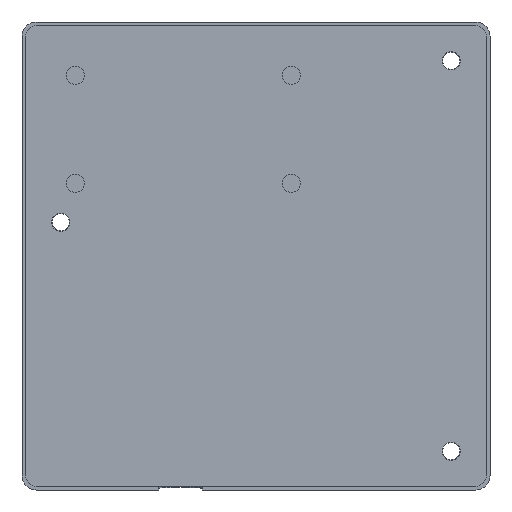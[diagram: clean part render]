
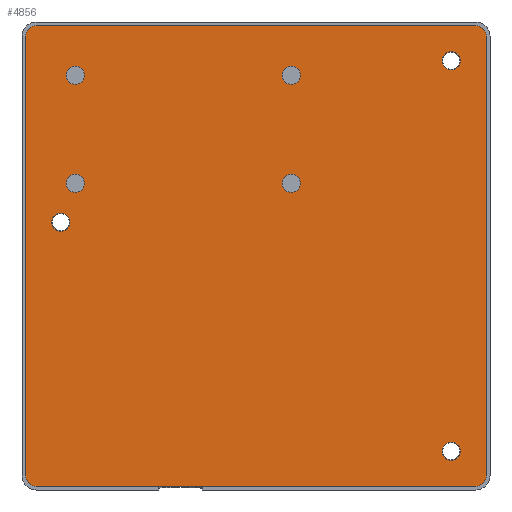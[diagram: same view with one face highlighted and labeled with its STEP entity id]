
A CAD part, front view. The second image highlights one B-rep face of the part: STEP entity #4856.
In plain terms, the highlighted planar face has unit normal (0, -1, 0).
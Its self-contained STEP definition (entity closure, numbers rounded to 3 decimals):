
#196=FACE_BOUND('',#689,.T.);
#197=FACE_BOUND('',#690,.T.);
#198=FACE_BOUND('',#691,.T.);
#199=FACE_BOUND('',#692,.T.);
#200=FACE_BOUND('',#693,.T.);
#201=FACE_BOUND('',#694,.T.);
#202=FACE_BOUND('',#695,.T.);
#241=PLANE('',#5266);
#374=FACE_OUTER_BOUND('',#688,.T.);
#688=EDGE_LOOP('',(#3503,#3504,#3505,#3506,#3507,#3508,#3509,#3510));
#689=EDGE_LOOP('',(#3511));
#690=EDGE_LOOP('',(#3512));
#691=EDGE_LOOP('',(#3513));
#692=EDGE_LOOP('',(#3514));
#693=EDGE_LOOP('',(#3515));
#694=EDGE_LOOP('',(#3516));
#695=EDGE_LOOP('',(#3517));
#974=LINE('',#7430,#1368);
#1051=LINE('',#7703,#1445);
#1053=LINE('',#7709,#1447);
#1054=LINE('',#7713,#1448);
#1368=VECTOR('',#5808,10.);
#1445=VECTOR('',#6103,10.);
#1447=VECTOR('',#6109,10.);
#1448=VECTOR('',#6112,10.);
#1805=CIRCLE('',#5250,1.265);
#1806=CIRCLE('',#5252,1.265);
#1807=CIRCLE('',#5254,1.265);
#1808=CIRCLE('',#5256,1.265);
#1809=CIRCLE('',#5258,1.265);
#1810=CIRCLE('',#5260,1.265);
#1811=CIRCLE('',#5262,1.265);
#1812=CIRCLE('',#5264,1.5);
#1813=CIRCLE('',#5267,1.5);
#1814=CIRCLE('',#5268,1.5);
#1815=CIRCLE('',#5269,1.5);
#2031=VERTEX_POINT('',#7427);
#2032=VERTEX_POINT('',#7429);
#2111=VERTEX_POINT('',#7670);
#2112=VERTEX_POINT('',#7674);
#2113=VERTEX_POINT('',#7678);
#2114=VERTEX_POINT('',#7682);
#2115=VERTEX_POINT('',#7686);
#2116=VERTEX_POINT('',#7690);
#2117=VERTEX_POINT('',#7694);
#2118=VERTEX_POINT('',#7698);
#2119=VERTEX_POINT('',#7702);
#2120=VERTEX_POINT('',#7706);
#2121=VERTEX_POINT('',#7708);
#2122=VERTEX_POINT('',#7710);
#2123=VERTEX_POINT('',#7712);
#2478=EDGE_CURVE('',#2032,#2031,#974,.T.);
#2597=EDGE_CURVE('',#2111,#2111,#1805,.F.);
#2599=EDGE_CURVE('',#2112,#2112,#1806,.F.);
#2601=EDGE_CURVE('',#2113,#2113,#1807,.F.);
#2603=EDGE_CURVE('',#2114,#2114,#1808,.F.);
#2605=EDGE_CURVE('',#2115,#2115,#1809,.F.);
#2607=EDGE_CURVE('',#2116,#2116,#1810,.F.);
#2609=EDGE_CURVE('',#2117,#2117,#1811,.F.);
#2611=EDGE_CURVE('',#2032,#2118,#1812,.T.);
#2613=EDGE_CURVE('',#2119,#2118,#1051,.T.);
#2615=EDGE_CURVE('',#2120,#2031,#1813,.T.);
#2616=EDGE_CURVE('',#2120,#2121,#1053,.T.);
#2617=EDGE_CURVE('',#2122,#2121,#1814,.T.);
#2618=EDGE_CURVE('',#2122,#2123,#1054,.T.);
#2619=EDGE_CURVE('',#2119,#2123,#1815,.T.);
#3503=ORIENTED_EDGE('',*,*,#2611,.F.);
#3504=ORIENTED_EDGE('',*,*,#2478,.T.);
#3505=ORIENTED_EDGE('',*,*,#2615,.F.);
#3506=ORIENTED_EDGE('',*,*,#2616,.T.);
#3507=ORIENTED_EDGE('',*,*,#2617,.F.);
#3508=ORIENTED_EDGE('',*,*,#2618,.T.);
#3509=ORIENTED_EDGE('',*,*,#2619,.F.);
#3510=ORIENTED_EDGE('',*,*,#2613,.T.);
#3511=ORIENTED_EDGE('',*,*,#2597,.T.);
#3512=ORIENTED_EDGE('',*,*,#2599,.T.);
#3513=ORIENTED_EDGE('',*,*,#2601,.T.);
#3514=ORIENTED_EDGE('',*,*,#2603,.T.);
#3515=ORIENTED_EDGE('',*,*,#2605,.T.);
#3516=ORIENTED_EDGE('',*,*,#2607,.T.);
#3517=ORIENTED_EDGE('',*,*,#2609,.T.);
#4856=ADVANCED_FACE('',(#374,#196,#197,#198,#199,#200,#201,#202),#241,.F.);
#5250=AXIS2_PLACEMENT_3D('',#7671,#6063,#6064);
#5252=AXIS2_PLACEMENT_3D('',#7675,#6068,#6069);
#5254=AXIS2_PLACEMENT_3D('',#7679,#6073,#6074);
#5256=AXIS2_PLACEMENT_3D('',#7683,#6078,#6079);
#5258=AXIS2_PLACEMENT_3D('',#7687,#6083,#6084);
#5260=AXIS2_PLACEMENT_3D('',#7691,#6088,#6089);
#5262=AXIS2_PLACEMENT_3D('',#7695,#6093,#6094);
#5264=AXIS2_PLACEMENT_3D('',#7699,#6098,#6099);
#5266=AXIS2_PLACEMENT_3D('',#7705,#6105,#6106);
#5267=AXIS2_PLACEMENT_3D('',#7707,#6107,#6108);
#5268=AXIS2_PLACEMENT_3D('',#7711,#6110,#6111);
#5269=AXIS2_PLACEMENT_3D('',#7714,#6113,#6114);
#5808=DIRECTION('',(1.,0.,0.));
#6063=DIRECTION('center_axis',(0.,-1.,0.));
#6064=DIRECTION('ref_axis',(1.,0.,0.));
#6068=DIRECTION('center_axis',(0.,-1.,0.));
#6069=DIRECTION('ref_axis',(1.,0.,0.));
#6073=DIRECTION('center_axis',(0.,-1.,0.));
#6074=DIRECTION('ref_axis',(1.,0.,0.));
#6078=DIRECTION('center_axis',(0.,-1.,0.));
#6079=DIRECTION('ref_axis',(1.,0.,0.));
#6083=DIRECTION('center_axis',(0.,-1.,0.));
#6084=DIRECTION('ref_axis',(0.,0.,1.));
#6088=DIRECTION('center_axis',(0.,-1.,0.));
#6089=DIRECTION('ref_axis',(0.,0.,1.));
#6093=DIRECTION('center_axis',(0.,-1.,0.));
#6094=DIRECTION('ref_axis',(0.,0.,1.));
#6098=DIRECTION('center_axis',(0.,1.,0.));
#6099=DIRECTION('ref_axis',(-0.707,0.,-0.707));
#6103=DIRECTION('',(0.,0.,-1.));
#6105=DIRECTION('center_axis',(0.,1.,0.));
#6106=DIRECTION('ref_axis',(0.,0.,-1.));
#6107=DIRECTION('center_axis',(0.,1.,0.));
#6108=DIRECTION('ref_axis',(0.707,0.,-0.707));
#6109=DIRECTION('',(0.,0.,1.));
#6110=DIRECTION('center_axis',(0.,1.,0.));
#6111=DIRECTION('ref_axis',(0.707,0.,0.707));
#6112=DIRECTION('',(-1.,0.,0.));
#6113=DIRECTION('center_axis',(0.,1.,0.));
#6114=DIRECTION('ref_axis',(-0.707,0.,0.707));
#7427=CARTESIAN_POINT('',(30.5,0.,-32.));
#7429=CARTESIAN_POINT('',(-30.5,0.,-32.));
#7430=CARTESIAN_POINT('',(0.,0.,-32.));
#7670=CARTESIAN_POINT('',(-26.365,0.,10.1));
#7671=CARTESIAN_POINT('Origin',(-25.1,0.,10.1));
#7674=CARTESIAN_POINT('',(3.636,0.,10.1));
#7675=CARTESIAN_POINT('Origin',(4.9,0.,10.1));
#7678=CARTESIAN_POINT('',(-26.365,0.,25.1));
#7679=CARTESIAN_POINT('Origin',(-25.1,0.,25.1));
#7682=CARTESIAN_POINT('',(3.636,0.,25.1));
#7683=CARTESIAN_POINT('Origin',(4.9,0.,25.1));
#7686=CARTESIAN_POINT('',(27.1,0.,-28.365));
#7687=CARTESIAN_POINT('Origin',(27.1,0.,-27.1));
#7690=CARTESIAN_POINT('',(-27.1,0.,3.436));
#7691=CARTESIAN_POINT('Origin',(-27.1,0.,4.7));
#7694=CARTESIAN_POINT('',(27.1,0.,25.836));
#7695=CARTESIAN_POINT('Origin',(27.1,0.,27.1));
#7698=CARTESIAN_POINT('',(-32.,0.,-30.5));
#7699=CARTESIAN_POINT('Origin',(-30.5,0.,-30.5));
#7702=CARTESIAN_POINT('',(-32.,0.,30.5));
#7703=CARTESIAN_POINT('',(-32.,0.,0.));
#7705=CARTESIAN_POINT('Origin',(0.,0.,0.));
#7706=CARTESIAN_POINT('',(32.,0.,-30.5));
#7707=CARTESIAN_POINT('Origin',(30.5,0.,-30.5));
#7708=CARTESIAN_POINT('',(32.,0.,30.5));
#7709=CARTESIAN_POINT('',(32.,0.,0.));
#7710=CARTESIAN_POINT('',(30.5,0.,32.));
#7711=CARTESIAN_POINT('Origin',(30.5,0.,30.5));
#7712=CARTESIAN_POINT('',(-30.5,0.,32.));
#7713=CARTESIAN_POINT('',(0.,0.,32.));
#7714=CARTESIAN_POINT('Origin',(-30.5,0.,30.5));
